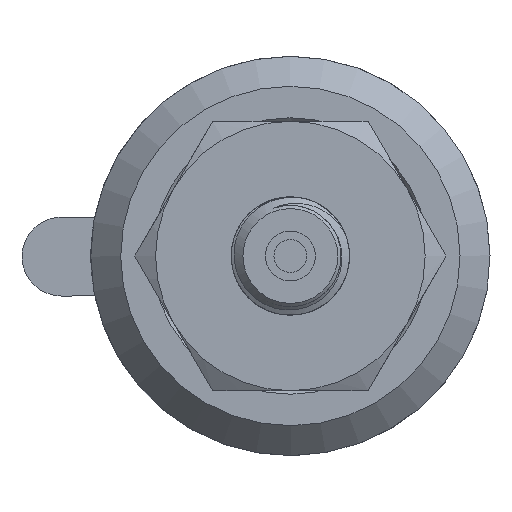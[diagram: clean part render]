
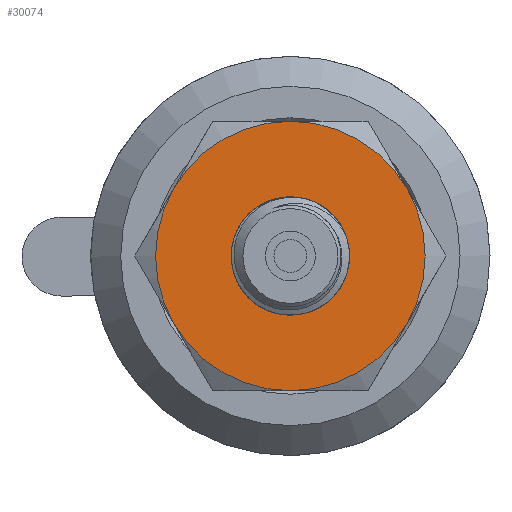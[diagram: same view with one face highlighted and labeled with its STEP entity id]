
A CAD part, left-side view. The second image highlights one B-rep face of the part: STEP entity #30074.
In plain terms, the highlighted planar face has unit normal (-1, 0, 0).
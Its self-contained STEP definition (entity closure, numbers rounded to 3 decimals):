
#507=PLANE('',#31616);
#1514=FACE_BOUND('',#3768,.T.);
#2075=FACE_OUTER_BOUND('',#3767,.T.);
#3767=EDGE_LOOP('',(#22098));
#3768=EDGE_LOOP('',(#22099));
#5272=CIRCLE('',#31597,5.9);
#5279=CIRCLE('',#31614,13.5);
#13276=VERTEX_POINT('',#50252);
#13281=VERTEX_POINT('',#50976);
#16601=EDGE_CURVE('',#13276,#13276,#5272,.T.);
#16614=EDGE_CURVE('',#13281,#13281,#5279,.T.);
#22098=ORIENTED_EDGE('',*,*,#16614,.F.);
#22099=ORIENTED_EDGE('',*,*,#16601,.T.);
#30074=ADVANCED_FACE('',(#2075,#1514),#507,.T.);
#31597=AXIS2_PLACEMENT_3D('',#50253,#34086,#34087);
#31614=AXIS2_PLACEMENT_3D('',#50978,#34124,#34125);
#31616=AXIS2_PLACEMENT_3D('',#50980,#34128,#34129);
#34086=DIRECTION('center_axis',(1.,0.,0.));
#34087=DIRECTION('ref_axis',(0.,0.,-1.));
#34124=DIRECTION('center_axis',(1.,0.,0.));
#34125=DIRECTION('ref_axis',(0.,0.,-1.));
#34128=DIRECTION('center_axis',(-1.,0.,0.));
#34129=DIRECTION('ref_axis',(0.,0.,1.));
#50252=CARTESIAN_POINT('',(-47.,0.,5.9));
#50253=CARTESIAN_POINT('Origin',(-47.,0.,0.));
#50976=CARTESIAN_POINT('',(-47.,-13.5,0.));
#50978=CARTESIAN_POINT('Origin',(-47.,0.,0.));
#50980=CARTESIAN_POINT('Origin',(-47.,13.5,0.));
